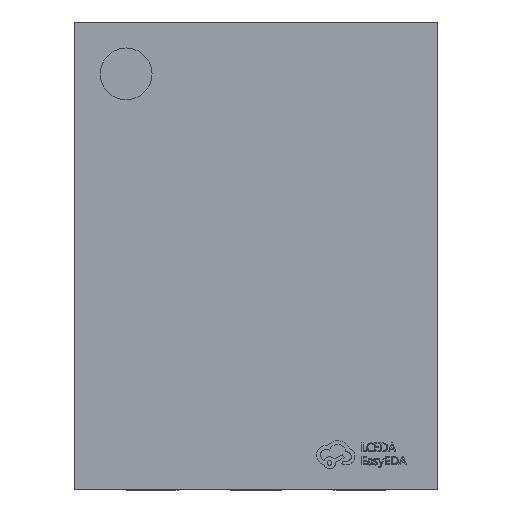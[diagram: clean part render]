
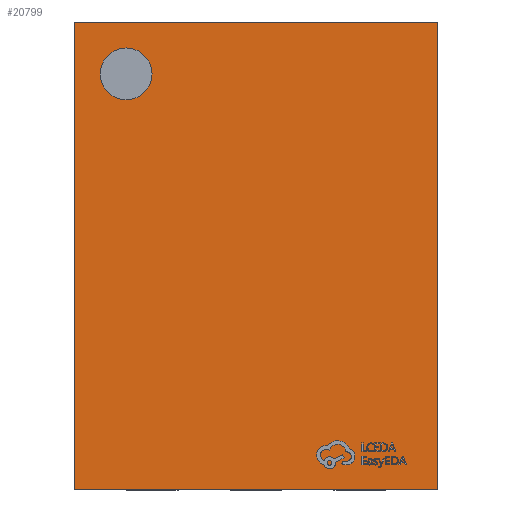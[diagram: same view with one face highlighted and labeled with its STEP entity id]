
A CAD part, top view. The second image highlights one B-rep face of the part: STEP entity #20799.
In plain terms, the highlighted planar face has unit normal (0, 0, 1).
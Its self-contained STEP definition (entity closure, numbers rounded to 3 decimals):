
#34 = CARTESIAN_POINT ( 'NONE',  ( -0.5, 0.7, 0.5 ) ) ;
#167 = DIRECTION ( 'NONE',  ( 1., 0., 0. ) ) ;
#290 = DIRECTION ( 'NONE',  ( 1., 0., 0. ) ) ;
#898 = ORIENTED_EDGE ( 'NONE', *, *, #14505, .T. ) ;
#1322 = VERTEX_POINT ( 'NONE', #2112 ) ;
#1404 = CARTESIAN_POINT ( 'NONE',  ( -0.7, 0.9, 0.5 ) ) ;
#1875 = CARTESIAN_POINT ( 'NONE',  ( -0.7, -0.9, 0.5 ) ) ;
#2112 = CARTESIAN_POINT ( 'NONE',  ( -0.7, 0.9, 0.5 ) ) ;
#2154 = ORIENTED_EDGE ( 'NONE', *, *, #16665, .T. ) ;
#3109 = AXIS2_PLACEMENT_3D ( 'NONE', #4521, #12840, #3122 ) ;
#3122 = DIRECTION ( 'NONE',  ( 1., 0., 0. ) ) ;
#4127 = VECTOR ( 'NONE', #14341, 1000. ) ;
#4521 = CARTESIAN_POINT ( 'NONE',  ( -0.5, 0.7, 0.5 ) ) ;
#5065 = VERTEX_POINT ( 'NONE', #12525 ) ;
#5597 = ORIENTED_EDGE ( 'NONE', *, *, #10982, .T. ) ;
#5744 = VERTEX_POINT ( 'NONE', #11826 ) ;
#5767 = EDGE_CURVE ( 'NONE', #11428, #7095, #20668, .T. ) ;
#5951 = ORIENTED_EDGE ( 'NONE', *, *, #5767, .T. ) ;
#6129 = AXIS2_PLACEMENT_3D ( 'NONE', #7079, #8745, #290 ) ;
#6617 = DIRECTION ( 'NONE',  ( 1., 0., 0. ) ) ;
#6662 = ORIENTED_EDGE ( 'NONE', *, *, #13687, .F. ) ;
#7079 = CARTESIAN_POINT ( 'NONE',  ( 0., 0., 0.5 ) ) ;
#7095 = VERTEX_POINT ( 'NONE', #8662 ) ;
#7434 = FACE_BOUND ( 'NONE', #18820, .T. ) ;
#7676 = CARTESIAN_POINT ( 'NONE',  ( 0.7, 0.9, 0.5 ) ) ;
#7718 = CARTESIAN_POINT ( 'NONE',  ( -0.6, 0.7, 0.5 ) ) ;
#8523 = PLANE ( 'NONE',  #6129 ) ;
#8662 = CARTESIAN_POINT ( 'NONE',  ( 0.7, -0.9, 0.5 ) ) ;
#8745 = DIRECTION ( 'NONE',  ( 0., 0., 1. ) ) ;
#9748 = DIRECTION ( 'NONE',  ( 0., 0., 1. ) ) ;
#9955 = ORIENTED_EDGE ( 'NONE', *, *, #19557, .F. ) ;
#10982 = EDGE_CURVE ( 'NONE', #7095, #5065, #11231, .T. ) ;
#11228 = DIRECTION ( 'NONE',  ( -1., 0., 0. ) ) ;
#11231 = LINE ( 'NONE', #7676, #4127 ) ;
#11428 = VERTEX_POINT ( 'NONE', #1875 ) ;
#11533 = LINE ( 'NONE', #19764, #18230 ) ;
#11826 = CARTESIAN_POINT ( 'NONE',  ( -0.4, 0.7, 0.5 ) ) ;
#12525 = CARTESIAN_POINT ( 'NONE',  ( 0.7, 0.9, 0.5 ) ) ;
#12840 = DIRECTION ( 'NONE',  ( 0., 0., 1. ) ) ;
#13152 = EDGE_LOOP ( 'NONE', ( #5597, #898, #2154, #5951 ) ) ;
#13687 = EDGE_CURVE ( 'NONE', #18072, #5744, #18621, .T. ) ;
#14050 = AXIS2_PLACEMENT_3D ( 'NONE', #34, #9748, #6617 ) ;
#14341 = DIRECTION ( 'NONE',  ( 0., 1., 0. ) ) ;
#14449 = DIRECTION ( 'NONE',  ( 0., -1., 0. ) ) ;
#14505 = EDGE_CURVE ( 'NONE', #5065, #1322, #11533, .T. ) ;
#14670 = LINE ( 'NONE', #1404, #20314 ) ;
#15066 = CIRCLE ( 'NONE', #14050, 0.1 ) ;
#16665 = EDGE_CURVE ( 'NONE', #1322, #11428, #14670, .T. ) ;
#18072 = VERTEX_POINT ( 'NONE', #7718 ) ;
#18230 = VECTOR ( 'NONE', #11228, 1000. ) ;
#18621 = CIRCLE ( 'NONE', #3109, 0.1 ) ;
#18820 = EDGE_LOOP ( 'NONE', ( #9955, #6662 ) ) ;
#19041 = CARTESIAN_POINT ( 'NONE',  ( -0.7, -0.9, 0.5 ) ) ;
#19557 = EDGE_CURVE ( 'NONE', #5744, #18072, #15066, .T. ) ;
#19764 = CARTESIAN_POINT ( 'NONE',  ( -0.7, 0.9, 0.5 ) ) ;
#20140 = VECTOR ( 'NONE', #167, 1000. ) ;
#20314 = VECTOR ( 'NONE', #14449, 1000. ) ;
#20668 = LINE ( 'NONE', #19041, #20140 ) ;
#20739 = FACE_OUTER_BOUND ( 'NONE', #13152, .T. ) ;
#20799 = ADVANCED_FACE ( 'NONE', ( #7434, #20739 ), #8523, .T. ) ;
